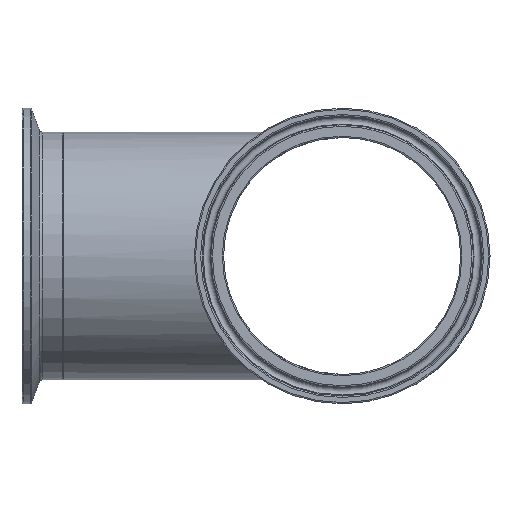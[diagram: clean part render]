
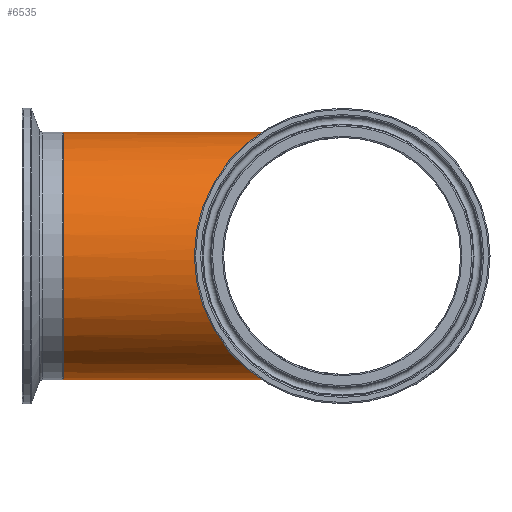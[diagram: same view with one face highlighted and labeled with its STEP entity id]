
A CAD part, left-side view. The second image highlights one B-rep face of the part: STEP entity #6535.
In plain terms, the highlighted cylindrical face has radius 38.1 mm (diameter 76.2 mm), a full revolution.
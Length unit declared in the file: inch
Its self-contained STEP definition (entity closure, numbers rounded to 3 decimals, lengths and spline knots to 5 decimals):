
#75=ELLIPSE('',#6937,2.16597,1.5);
#76=ELLIPSE('',#6938,2.16597,1.5);
#175=FACE_BOUND('',#1311,.T.);
#844=FACE_OUTER_BOUND('',#1310,.T.);
#1310=EDGE_LOOP('',(#6013,#6014));
#1311=EDGE_LOOP('',(#6015));
#1443=CIRCLE('',#6864,1.5);
#3193=VERTEX_POINT('',#13987);
#3194=VERTEX_POINT('',#13988);
#3213=VERTEX_POINT('',#14051);
#4135=EDGE_CURVE('',#3213,#3213,#1443,.T.);
#4172=EDGE_CURVE('',#3194,#3193,#75,.T.);
#4173=EDGE_CURVE('',#3193,#3194,#76,.T.);
#6013=ORIENTED_EDGE('',*,*,#4173,.F.);
#6014=ORIENTED_EDGE('',*,*,#4172,.F.);
#6015=ORIENTED_EDGE('',*,*,#4135,.T.);
#6067=CYLINDRICAL_SURFACE('',#6946,1.5);
#6535=ADVANCED_FACE('',(#844,#175),#6067,.T.);
#6864=AXIS2_PLACEMENT_3D('',#14052,#8001,#8002);
#6937=AXIS2_PLACEMENT_3D('',#14211,#8147,#8148);
#6938=AXIS2_PLACEMENT_3D('',#14262,#8149,#8150);
#6946=AXIS2_PLACEMENT_3D('',#14275,#8165,#8166);
#8001=DIRECTION('center_axis',(0.,-1.,0.));
#8002=DIRECTION('ref_axis',(1.,0.,0.));
#8147=DIRECTION('center_axis',(-0.721,-0.693,0.));
#8148=DIRECTION('ref_axis',(-0.693,0.721,0.));
#8149=DIRECTION('center_axis',(0.721,-0.693,0.));
#8150=DIRECTION('ref_axis',(0.693,0.721,0.));
#8165=DIRECTION('center_axis',(0.,-1.,0.));
#8166=DIRECTION('ref_axis',(1.,0.,0.));
#13987=CARTESIAN_POINT('',(0.,0.,-1.5));
#13988=CARTESIAN_POINT('',(0.,0.,1.5));
#14051=CARTESIAN_POINT('',(-1.5,3.375,0.));
#14052=CARTESIAN_POINT('Origin',(0.,3.375,0.));
#14211=CARTESIAN_POINT('Origin',(0.,0.,0.));
#14262=CARTESIAN_POINT('Origin',(0.,0.,0.));
#14275=CARTESIAN_POINT('Origin',(0.,3.375,0.));
